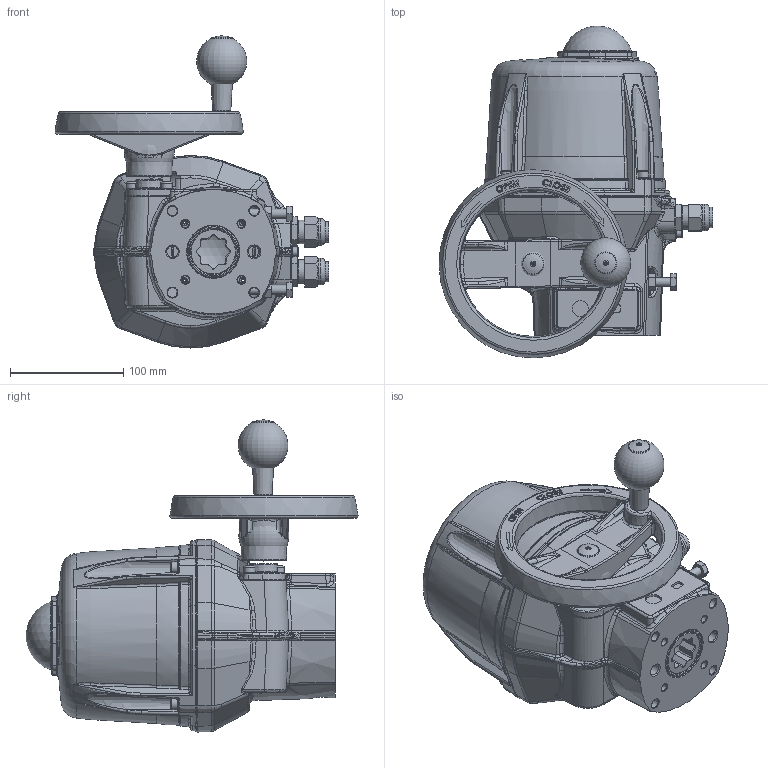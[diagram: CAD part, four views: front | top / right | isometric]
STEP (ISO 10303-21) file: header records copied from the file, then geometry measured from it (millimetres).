
FILE_DESCRIPTION(/* description */ ('Unknown'),/* implementation_level */ '2;1');
FILE_NAME(/* name */ 'VR19-36',/* time_stamp */ '2023-01-12T09:51:42+01:00',/* author */ ('Unknown'),/* organization */ ('Unknown'),/* preprocessor_version */ 'ST-DEVELOPER v16.7',/* originating_system */ 'Solid Edge',/* authorisation */ 'Unknown');
FILE_SCHEMA (('AUTOMOTIVE_DESIGN {1 0 10303 214 3 1 1}'));
Length unit declared in the file: millimetre
Products named in the file (2): VS_enveloppe; VS300-90A-G00 allongé
Assembly tree (1 placements, depth 2):
  VS_enveloppe
    VS300-90A-G00 allongé
Bounding box: 241.53 x 292.77 x 275.2 mm (x, y, z)
Surface area: 270614.3 mm2 (no closed solid volume)
Topology: 0 solids, 51 shells, 1546 faces, 4802 edges, 3129 vertices
Faces by surface type: bspline 476, plane 444, cylinder 282, torus 169, cone 143, sphere 32
Full cylindrical faces by diameter (mm): 6.8 x4, 8 x2, 8.5 x5, 9.9 x1, 10 x6, 10.2 x2, 11.9 x4, 14 x1, 16 x1, 17.9 x2, 18.5 x2, 19 x2, 19.3 x1, 20.8 x2, 23.5 x2, 29.5 x1, 40 x1, 46 x1
Entity records: 71608 total; most frequent: CARTESIAN_POINT 32862, ORIENTED_EDGE 7807, DIRECTION 7372, EDGE_CURVE 4647, VERTEX_POINT 3111, AXIS2_PLACEMENT_3D 2978, CIRCLE 1876, FACE_BOUND 1744
